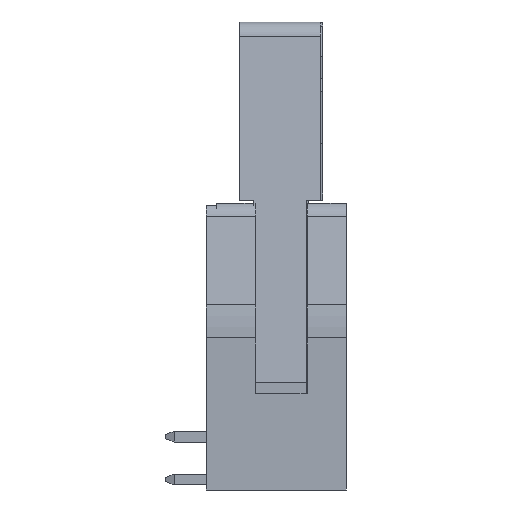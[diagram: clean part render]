
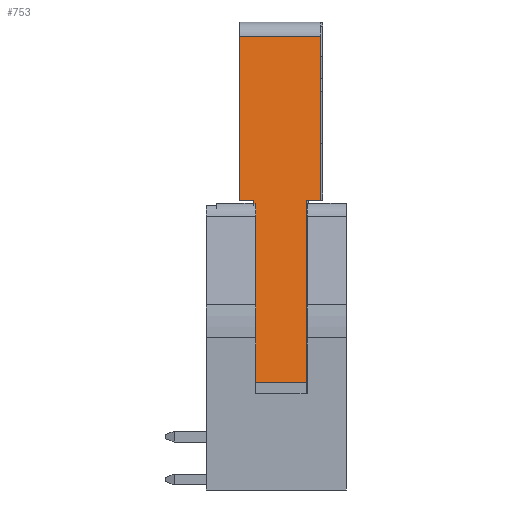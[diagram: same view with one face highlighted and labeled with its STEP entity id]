
A CAD part, left-side view. The second image highlights one B-rep face of the part: STEP entity #753.
In plain terms, the highlighted face is planar.
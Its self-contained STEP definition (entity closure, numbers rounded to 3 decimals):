
#753 = ADVANCED_FACE( '', ( #1588 ), #1589, .T. );
#1588 = FACE_OUTER_BOUND( '', #2691, .T. );
#1589 = PLANE( '', #2692 );
#2691 = EDGE_LOOP( '', ( #3809, #3810, #3811, #3812, #3813, #3814, #3815, #3816 ) );
#2692 = AXIS2_PLACEMENT_3D( '', #3817, #3818, #3819 );
#3809 = ORIENTED_EDGE( '', *, *, #7305, .T. );
#3810 = ORIENTED_EDGE( '', *, *, #7306, .F. );
#3811 = ORIENTED_EDGE( '', *, *, #7307, .T. );
#3812 = ORIENTED_EDGE( '', *, *, #7308, .T. );
#3813 = ORIENTED_EDGE( '', *, *, #7309, .F. );
#3814 = ORIENTED_EDGE( '', *, *, #7310, .F. );
#3815 = ORIENTED_EDGE( '', *, *, #7311, .T. );
#3816 = ORIENTED_EDGE( '', *, *, #7312, .F. );
#3817 = CARTESIAN_POINT( '', ( 2., -2.4, 14.239 ) );
#3818 = DIRECTION( '', ( 0.993, 0., 0.118 ) );
#3819 = DIRECTION( '', ( 0.118, 0., -0.993 ) );
#7305 = EDGE_CURVE( '', #8741, #8742, #8743, .T. );
#7306 = EDGE_CURVE( '', #8744, #8742, #8745, .T. );
#7307 = EDGE_CURVE( '', #8744, #8746, #8747, .F. );
#7308 = EDGE_CURVE( '', #8746, #8748, #8749, .T. );
#7309 = EDGE_CURVE( '', #8750, #8748, #8751, .T. );
#7310 = EDGE_CURVE( '', #8752, #8750, #8753, .T. );
#7311 = EDGE_CURVE( '', #8752, #8754, #8755, .T. );
#7312 = EDGE_CURVE( '', #8741, #8754, #8756, .T. );
#8741 = VERTEX_POINT( '', #10886 );
#8742 = VERTEX_POINT( '', #10887 );
#8743 = LINE( '', #10888, #10889 );
#8744 = VERTEX_POINT( '', #10890 );
#8745 = LINE( '', #10891, #10892 );
#8746 = VERTEX_POINT( '', #10893 );
#8747 = LINE( '', #10894, #10895 );
#8748 = VERTEX_POINT( '', #10896 );
#8749 = LINE( '', #10897, #10898 );
#8750 = VERTEX_POINT( '', #10899 );
#8751 = LINE( '', #10900, #10901 );
#8752 = VERTEX_POINT( '', #10902 );
#8753 = LINE( '', #10903, #10904 );
#8754 = VERTEX_POINT( '', #10905 );
#8755 = LINE( '', #10906, #10907 );
#8756 = LINE( '', #10908, #10909 );
#10886 = CARTESIAN_POINT( '', ( 3.368, 1.57, 2.703 ) );
#10887 = CARTESIAN_POINT( '', ( 3.368, 2.4, 2.703 ) );
#10888 = CARTESIAN_POINT( '', ( 3.368, 1.57, 2.703 ) );
#10889 = VECTOR( '', #13971, 1000. );
#10890 = CARTESIAN_POINT( '', ( 2.222, 2.4, 12.369 ) );
#10891 = CARTESIAN_POINT( '', ( 2., 2.4, 14.239 ) );
#10892 = VECTOR( '', #13972, 1000. );
#10893 = CARTESIAN_POINT( '', ( 2.222, -2.4, 12.369 ) );
#10894 = CARTESIAN_POINT( '', ( 2.222, -2.4, 12.369 ) );
#10895 = VECTOR( '', #13973, 1000. );
#10896 = CARTESIAN_POINT( '', ( 3.368, -2.4, 2.703 ) );
#10897 = CARTESIAN_POINT( '', ( 2., -2.4, 14.239 ) );
#10898 = VECTOR( '', #13974, 1000. );
#10899 = CARTESIAN_POINT( '', ( 3.368, -1.57, 2.703 ) );
#10900 = CARTESIAN_POINT( '', ( 3.368, -1.57, 2.703 ) );
#10901 = VECTOR( '', #13975, 1000. );
#10902 = CARTESIAN_POINT( '', ( 4.65, -1.57, -8.11 ) );
#10903 = CARTESIAN_POINT( '', ( 3.368, -1.57, 2.703 ) );
#10904 = VECTOR( '', #13976, 1000. );
#10905 = CARTESIAN_POINT( '', ( 4.65, 1.57, -8.11 ) );
#10906 = CARTESIAN_POINT( '', ( 4.65, -2.4, -8.11 ) );
#10907 = VECTOR( '', #13977, 1000. );
#10908 = CARTESIAN_POINT( '', ( 3.368, 1.57, 2.703 ) );
#10909 = VECTOR( '', #13978, 1000. );
#13971 = DIRECTION( '', ( 0., 1., 0. ) );
#13972 = DIRECTION( '', ( 0.118, 0., -0.993 ) );
#13973 = DIRECTION( '', ( 0., 1., 0. ) );
#13974 = DIRECTION( '', ( 0.118, 0., -0.993 ) );
#13975 = DIRECTION( '', ( 0., -1., 0. ) );
#13976 = DIRECTION( '', ( -0.118, 0., 0.993 ) );
#13977 = DIRECTION( '', ( 0., 1., 0. ) );
#13978 = DIRECTION( '', ( 0.118, 0., -0.993 ) );
